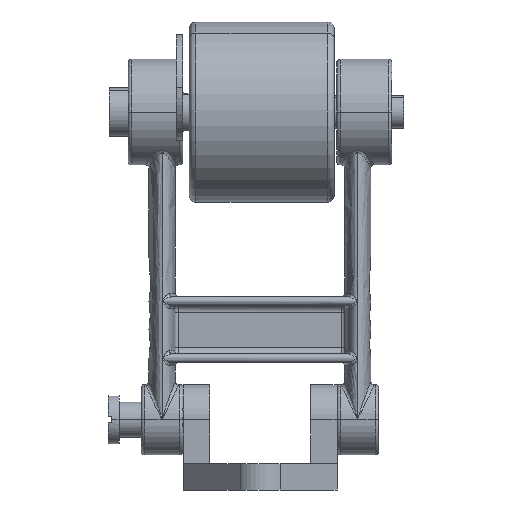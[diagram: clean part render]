
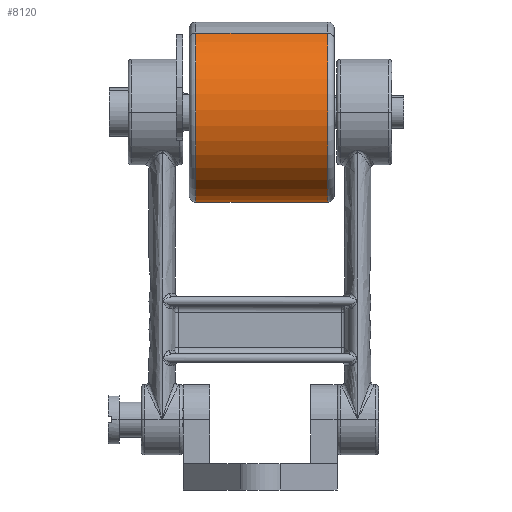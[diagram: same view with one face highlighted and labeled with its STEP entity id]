
A CAD part, left-side view. The second image highlights one B-rep face of the part: STEP entity #8120.
In plain terms, the highlighted cylindrical face has radius 41 mm (diameter 82 mm), a partial arc.
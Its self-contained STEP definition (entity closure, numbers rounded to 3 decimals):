
#8044=CARTESIAN_POINT('Vertex',(19.656,25.03,170.204)) ;
#8047=CARTESIAN_POINT('Axis2P3D Location',(0.,25.03,206.184)) ;
#8051=CARTESIAN_POINT('Vertex',(-19.656,25.03,242.165)) ;
#8090=CARTESIAN_POINT('Axis2P3D Location',(0.,-4.97,206.184)) ;
#8095=CARTESIAN_POINT('Line Origine',(19.656,-4.97,170.204)) ;
#8099=CARTESIAN_POINT('Vertex',(19.656,-34.97,170.204)) ;
#8102=CARTESIAN_POINT('Axis2P3D Location',(0.,-34.97,206.184)) ;
#8106=CARTESIAN_POINT('Vertex',(-19.656,-34.97,242.165)) ;
#8109=CARTESIAN_POINT('Line Origine',(-19.656,-4.97,242.165)) ;
#8048=DIRECTION('Axis2P3D Direction',(0.,-1.,0.)) ;
#8091=DIRECTION('Axis2P3D Direction',(0.,-1.,0.)) ;
#8092=DIRECTION('Axis2P3D XDirection',(-0.479,0.,0.878)) ;
#8096=DIRECTION('Vector Direction',(0.,-1.,0.)) ;
#8103=DIRECTION('Axis2P3D Direction',(0.,-1.,0.)) ;
#8110=DIRECTION('Vector Direction',(0.,-1.,0.)) ;
#8049=AXIS2_PLACEMENT_3D('Circle Axis2P3D',#8047,#8048,$) ;
#8093=AXIS2_PLACEMENT_3D('Cylinder Axis2P3D',#8090,#8091,#8092) ;
#8104=AXIS2_PLACEMENT_3D('Circle Axis2P3D',#8102,#8103,$) ;
#8115=ORIENTED_EDGE('',*,*,#8101,.T.) ;
#8116=ORIENTED_EDGE('',*,*,#8108,.F.) ;
#8117=ORIENTED_EDGE('',*,*,#8113,.F.) ;
#8118=ORIENTED_EDGE('',*,*,#8053,.T.) ;
#8097=VECTOR('Line Direction',#8096,1.) ;
#8111=VECTOR('Line Direction',#8110,1.) ;
#8120=ADVANCED_FACE('PartBody',(#8119),#8094,.T.) ;
#8050=CIRCLE('generated circle',#8049,41.) ;
#8105=CIRCLE('generated circle',#8104,41.) ;
#8094=CYLINDRICAL_SURFACE('generated cylinder',#8093,41.) ;
#8053=EDGE_CURVE('',#8052,#8045,#8050,.T.) ;
#8101=EDGE_CURVE('',#8045,#8100,#8098,.T.) ;
#8108=EDGE_CURVE('',#8107,#8100,#8105,.T.) ;
#8113=EDGE_CURVE('',#8052,#8107,#8112,.T.) ;
#8114=EDGE_LOOP('',(#8115,#8116,#8117,#8118)) ;
#8119=FACE_OUTER_BOUND('',#8114,.T.) ;
#8098=LINE('Line',#8095,#8097) ;
#8112=LINE('Line',#8109,#8111) ;
#8045=VERTEX_POINT('',#8044) ;
#8052=VERTEX_POINT('',#8051) ;
#8100=VERTEX_POINT('',#8099) ;
#8107=VERTEX_POINT('',#8106) ;
